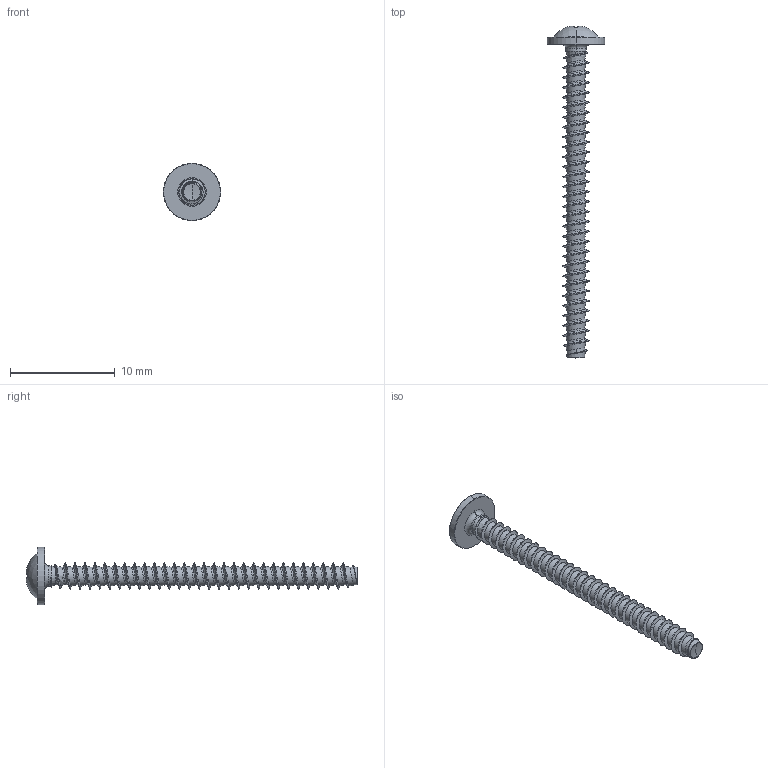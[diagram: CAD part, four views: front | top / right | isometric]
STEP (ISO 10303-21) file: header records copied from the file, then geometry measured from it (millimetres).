
FILE_DESCRIPTION (( 'STEP AP203' ), '1' );
FILE_NAME ('STP310250300.STEP', '2017-08-15T04:18:18', ( '' ), ( '' ), 'SwSTEP 2.0', 'SolidWorks 2015', '' );
FILE_SCHEMA (( 'CONFIG_CONTROL_DESIGN' ));
Products named in the file (1): STP310250300
Bounding box: 5.5 x 31.77 x 5.5 mm (x, y, z)
Volume: 108.2 mm3; surface area: 343.1 mm2
Topology: 1 solids, 1 shells, 227 faces, 549 edges, 325 vertices
Faces by surface type: cylinder 87, bspline 51, torus 30, sphere 28, plane 23, cone 8
Entity records: 37529 total; most frequent: CARTESIAN_POINT 32776, ORIENTED_EDGE 1094, DIRECTION 859, EDGE_CURVE 547, AXIS2_PLACEMENT_3D 370, VERTEX_POINT 325, EDGE_LOOP 230, ADVANCED_FACE 227
